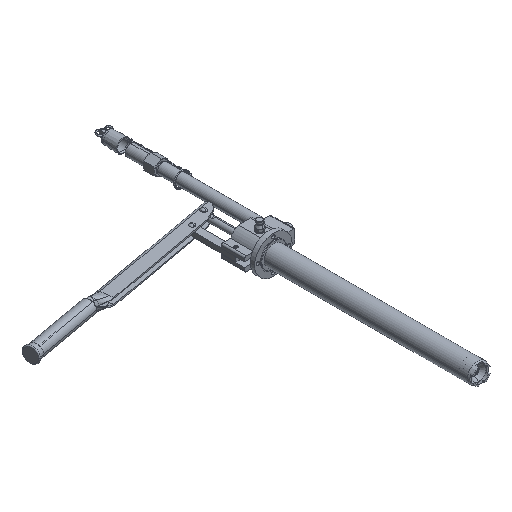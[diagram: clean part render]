
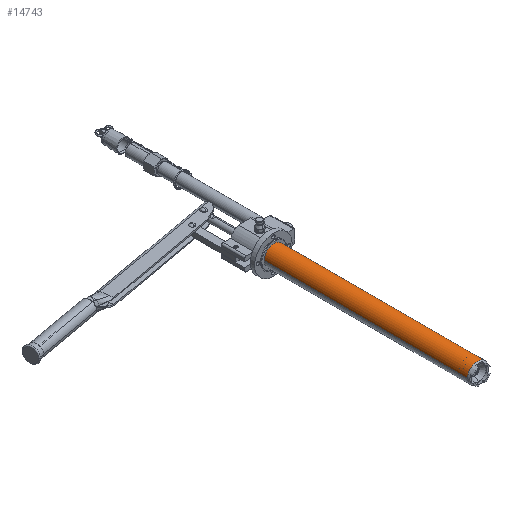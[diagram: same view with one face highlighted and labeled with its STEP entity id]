
A CAD part, isometric view. The second image highlights one B-rep face of the part: STEP entity #14743.
In plain terms, the highlighted cylindrical face has radius 16 mm (diameter 32 mm), a partial arc.
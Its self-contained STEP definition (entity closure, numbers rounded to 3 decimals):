
#4593=CARTESIAN_POINT('',(0.,-23.5,0.));
#4594=DIRECTION('',(0.,-1.,0.));
#4595=DIRECTION('',(1.,0.,0.));
#4596=AXIS2_PLACEMENT_3D('',#4593,#4594,#4595);
#4607=CARTESIAN_POINT('',(0.,-349.,0.));
#4608=DIRECTION('',(0.,1.,0.));
#4609=DIRECTION('',(0.,0.,1.));
#4610=AXIS2_PLACEMENT_3D('',#4607,#4608,#4609);
#4612=CARTESIAN_POINT('',(0.,-349.,0.));
#4613=DIRECTION('',(0.,1.,0.));
#4614=DIRECTION('',(-1.,0.,0.));
#4615=AXIS2_PLACEMENT_3D('',#4612,#4613,#4614);
#4617=DIRECTION('',(0.,-1.,0.));
#4618=VECTOR('',#4617,325.5);
#4619=CARTESIAN_POINT('',(-16.,-23.5,0.));
#4620=LINE('',#4619,#4618);
#4631=DIRECTION('',(0.,1.,0.));
#4632=VECTOR('',#4631,325.5);
#4633=CARTESIAN_POINT('',(16.,-349.,0.));
#4634=LINE('',#4633,#4632);
#8140=CARTESIAN_POINT('',(16.,-23.5,0.));
#8141=CARTESIAN_POINT('',(-16.,-23.5,0.));
#8142=VERTEX_POINT('',#8140);
#8143=VERTEX_POINT('',#8141);
#8152=CARTESIAN_POINT('',(0.,-349.,16.));
#8153=CARTESIAN_POINT('',(16.,-349.,0.));
#8154=VERTEX_POINT('',#8152);
#8155=VERTEX_POINT('',#8153);
#8156=CARTESIAN_POINT('',(-16.,-349.,0.));
#8157=VERTEX_POINT('',#8156);
#14727=CARTESIAN_POINT('',(0.,8.5,0.));
#14728=DIRECTION('',(0.,-1.,0.));
#14729=DIRECTION('',(-1.,0.,0.));
#14730=AXIS2_PLACEMENT_3D('',#14727,#14728,#14729);
#14731=CYLINDRICAL_SURFACE('',#14730,16.);
#14733=ORIENTED_EDGE('',*,*,#14732,.F.);
#14735=ORIENTED_EDGE('',*,*,#14734,.F.);
#14737=ORIENTED_EDGE('',*,*,#14736,.F.);
#14739=ORIENTED_EDGE('',*,*,#14738,.F.);
#14740=ORIENTED_EDGE('',*,*,#14708,.F.);
#14741=EDGE_LOOP('',(#14733,#14735,#14737,#14739,#14740));
#14742=FACE_OUTER_BOUND('',#14741,.F.);
#14743=ADVANCED_FACE('',(#14742),#14731,.T.);
#4597=CIRCLE('',#4596,16.);
#4611=CIRCLE('',#4610,16.);
#4616=CIRCLE('',#4615,16.);
#14708=EDGE_CURVE('',#8142,#8143,#4597,.T.);
#14732=EDGE_CURVE('',#8155,#8142,#4634,.T.);
#14734=EDGE_CURVE('',#8154,#8155,#4611,.T.);
#14736=EDGE_CURVE('',#8157,#8154,#4616,.T.);
#14738=EDGE_CURVE('',#8143,#8157,#4620,.T.);
